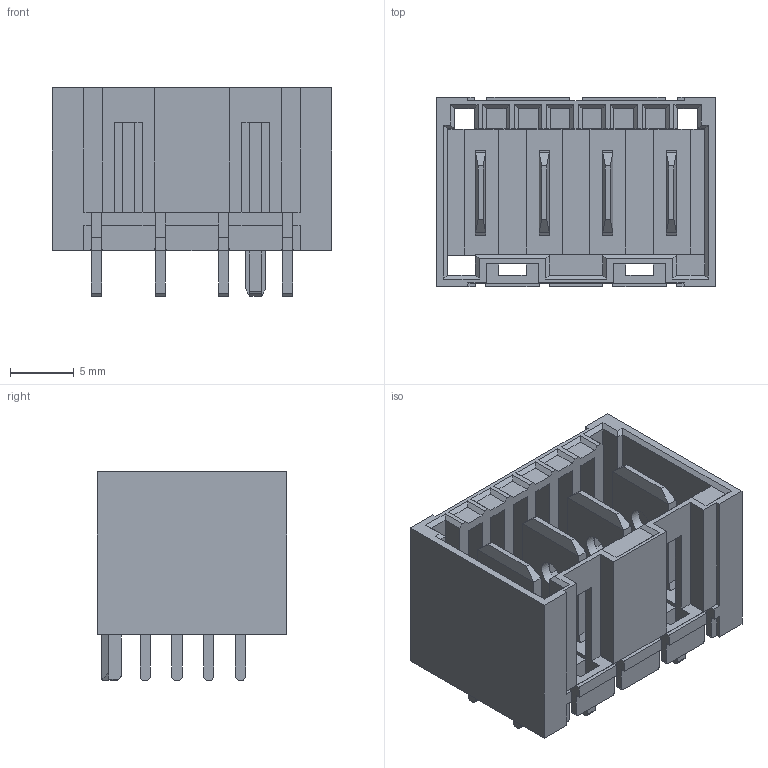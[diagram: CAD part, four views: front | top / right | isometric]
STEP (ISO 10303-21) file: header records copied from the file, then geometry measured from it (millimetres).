
FILE_DESCRIPTION(/* description */ ('Unknown'),/* implementation_level */ '2;1');
FILE_NAME(/* name */ 'J_Wurth_WR-RAST_637101110204',/* time_stamp */ '2025-08-29T13:44:58+08:00',/* author */ ('Unknown'),/* organization */ ('Unknown'),/* preprocessor_version */ 'ST-DEVELOPER v19.4',/* originating_system */ 'Solid Edge',/* authorisation */ 'Unknown');
FILE_SCHEMA (('AUTOMOTIVE_DESIGN {1 0 10303 214 3 1 1}'));
Length unit declared in the file: millimetre
Products named in the file (2): J_Wurth_WR-RAST_637101110204
Assembly tree (1 placements, depth 2):
  J_Wurth_WR-RAST_637101110204
    J_Wurth_WR-RAST_637101110204
Bounding box: 22 x 14.9 x 16.4 mm (x, y, z)
Volume: 1455.3 mm3; surface area: 3653.4 mm2
Topology: 1 solids, 1 shells, 483 faces, 1446 edges, 938 vertices
Faces by surface type: plane 447, cylinder 36
Full cylindrical faces by diameter (mm): 2 x4
Entity records: 19403 total; most frequent: ORIENTED_EDGE 2884, CARTESIAN_POINT 2865, DIRECTION 2486, EDGE_CURVE 1442, LINE 1368, VECTOR 1368, VERTEX_POINT 938, AXIS2_PLACEMENT_3D 559
